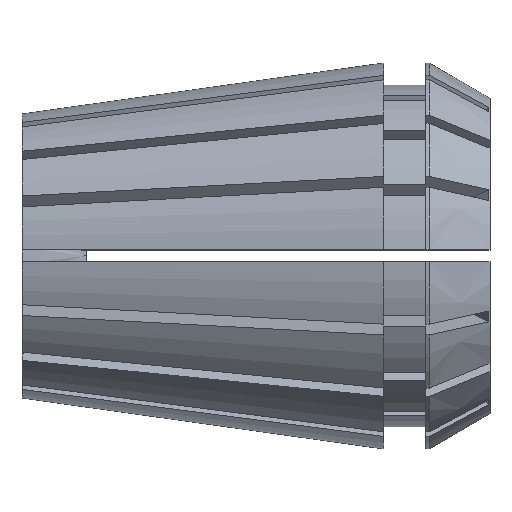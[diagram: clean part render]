
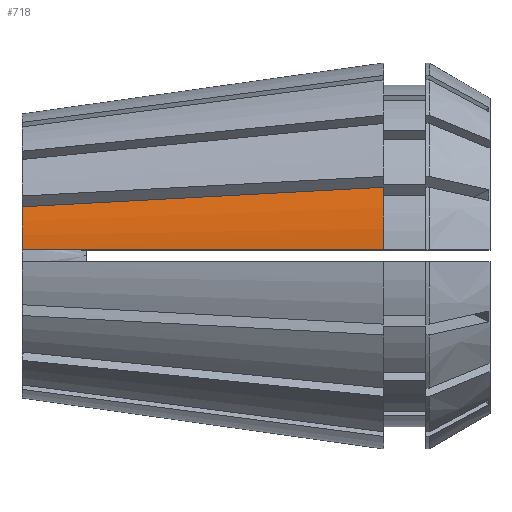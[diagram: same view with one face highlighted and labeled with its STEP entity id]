
A CAD part, top view. The second image highlights one B-rep face of the part: STEP entity #718.
In plain terms, the highlighted conical face has half-angle 8 degrees and reference radius 16.5 mm.
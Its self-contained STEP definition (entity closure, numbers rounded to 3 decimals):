
#12 = CARTESIAN_POINT ( 'NONE',  ( 18.581, 0.5, 14.761 ) ) ;
#50 = DIRECTION ( 'NONE',  ( -1., 0., 0. ) ) ;
#120 = CARTESIAN_POINT ( 'NONE',  ( 30.9, 0., 0. ) ) ;
#163 = CARTESIAN_POINT ( 'NONE',  ( 25.941, 0.5, 15.795 ) ) ;
#326 = CARTESIAN_POINT ( 'NONE',  ( 11.221, 0.5, 13.726 ) ) ;
#347 = CARTESIAN_POINT ( 'NONE',  ( 3.861, 0.5, 12.69 ) ) ;
#570 = CARTESIAN_POINT ( 'NONE',  ( 2.574, 0.5, 12.509 ) ) ;
#595 = CARTESIAN_POINT ( 'NONE',  ( 1.287, 0.5, 12.328 ) ) ;
#611 = CARTESIAN_POINT ( 'NONE',  ( 0., 0.5, 12.147 ) ) ;
#655 = VERTEX_POINT ( 'NONE', #5016 ) ;
#718 = ADVANCED_FACE ( 'NONE', ( #3640 ), #4519, .T. ) ;
#743 = CARTESIAN_POINT ( 'NONE',  ( 20.6, 5.295, 14.091 ) ) ;
#1214 = B_SPLINE_CURVE_WITH_KNOTS ( 'NONE', 3,
 ( #3692, #743, #5406, #2850 ),
 .UNSPECIFIED., .F., .F.,
 ( 4, 4 ),
 ( 0., 0.031 ),
 .UNSPECIFIED. ) ;
#1241 = CARTESIAN_POINT ( 'NONE',  ( 30.9, 5.85, 15.429 ) ) ;
#1620 = CARTESIAN_POINT ( 'NONE',  ( 30.9, 0.5, 16.493 ) ) ;
#2100 = AXIS2_PLACEMENT_3D ( 'NONE', #2395, #5381, #2824 ) ;
#2101 = CARTESIAN_POINT ( 'NONE',  ( 30.9, 0.5, 16.493 ) ) ;
#2395 = CARTESIAN_POINT ( 'NONE',  ( 0., 0., 0. ) ) ;
#2450 = EDGE_CURVE ( 'NONE', #2492, #3930, #3756, .T. ) ;
#2464 = CARTESIAN_POINT ( 'NONE',  ( 0., 0.5, 12.147 ) ) ;
#2492 = VERTEX_POINT ( 'NONE', #1620 ) ;
#2824 = DIRECTION ( 'NONE',  ( 0., 0., 1. ) ) ;
#2850 = CARTESIAN_POINT ( 'NONE',  ( 0., 4.187, 11.414 ) ) ;
#2995 = B_SPLINE_CURVE_WITH_KNOTS ( 'NONE', 3,
 ( #2101, #3655, #4416, #163, #12, #326, #347, #570, #595, #611 ),
 .UNSPECIFIED., .F., .F.,
 ( 4, 3, 3, 4 ),
 ( 0.064, 0.069, 0.091, 0.095 ),
 .UNSPECIFIED. ) ;
#3000 = EDGE_LOOP ( 'NONE', ( #4852, #4909, #4917, #5108 ) ) ;
#3036 = AXIS2_PLACEMENT_3D ( 'NONE', #120, #50, #3969 ) ;
#3201 = EDGE_CURVE ( 'NONE', #2492, #5519, #2995, .T. ) ;
#3640 = FACE_OUTER_BOUND ( 'NONE', #3000, .T. ) ;
#3655 = CARTESIAN_POINT ( 'NONE',  ( 29.247, 0.5, 16.26 ) ) ;
#3692 = CARTESIAN_POINT ( 'NONE',  ( 30.9, 5.85, 15.429 ) ) ;
#3756 = CIRCLE ( 'NONE', #3036, 16.5 ) ;
#3793 = EDGE_CURVE ( 'NONE', #5519, #655, #5520, .T. ) ;
#3930 = VERTEX_POINT ( 'NONE', #1241 ) ;
#3969 = DIRECTION ( 'NONE',  ( 0., 0., 1. ) ) ;
#4416 = CARTESIAN_POINT ( 'NONE',  ( 27.594, 0.5, 16.028 ) ) ;
#4519 = CONICAL_SURFACE ( 'NONE', #5066, 16.5, 0.14 ) ;
#4813 = EDGE_CURVE ( 'NONE', #3930, #655, #1214, .T. ) ;
#4852 = ORIENTED_EDGE ( 'NONE', *, *, #2450, .T. ) ;
#4909 = ORIENTED_EDGE ( 'NONE', *, *, #4813, .T. ) ;
#4917 = ORIENTED_EDGE ( 'NONE', *, *, #3793, .F. ) ;
#5016 = CARTESIAN_POINT ( 'NONE',  ( 0., 4.187, 11.414 ) ) ;
#5066 = AXIS2_PLACEMENT_3D ( 'NONE', #5379, #5368, #5357 ) ;
#5108 = ORIENTED_EDGE ( 'NONE', *, *, #3201, .F. ) ;
#5357 = DIRECTION ( 'NONE',  ( 0., 0., -1. ) ) ;
#5368 = DIRECTION ( 'NONE',  ( 1., 0., 0. ) ) ;
#5379 = CARTESIAN_POINT ( 'NONE',  ( 30.9, 0., 0. ) ) ;
#5381 = DIRECTION ( 'NONE',  ( -1., 0., 0. ) ) ;
#5406 = CARTESIAN_POINT ( 'NONE',  ( 10.3, 4.741, 12.753 ) ) ;
#5519 = VERTEX_POINT ( 'NONE', #2464 ) ;
#5520 = CIRCLE ( 'NONE', #2100, 12.158 ) ;
